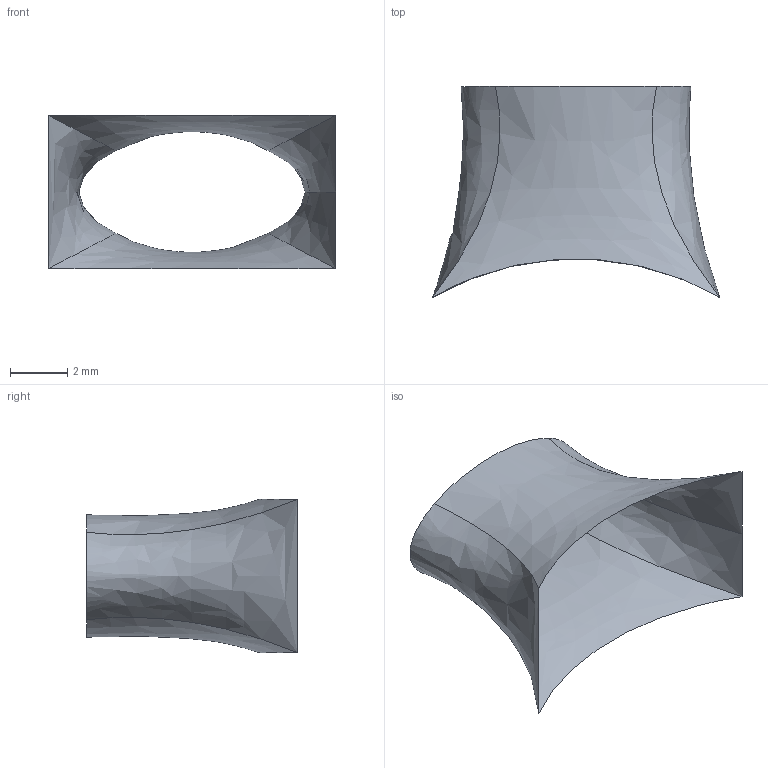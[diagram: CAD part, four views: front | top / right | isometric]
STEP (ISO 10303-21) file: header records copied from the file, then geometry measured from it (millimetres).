
FILE_DESCRIPTION(('Open CASCADE Model'),'2;1');
FILE_NAME('Open CASCADE Shape Model','2024-04-02T17:13:28',('Author'),( 'Open CASCADE'),'Open CASCADE STEP processor 7.7','Open CASCADE 7.7' ,'Unknown');
FILE_SCHEMA(('AUTOMOTIVE_DESIGN { 1 0 10303 214 1 1 1 1 }'));
Length unit declared in the file: millimetre
Products named in the file (1): Open CASCADE STEP translator 7.7 3
Bounding box: 10 x 7.34 x 5.33 mm (x, y, z)
Surface area: 148 mm2 (no closed solid volume)
Topology: 0 solids, 1 shells, 5 faces, 15 edges, 10 vertices
Faces by surface type: bspline 5
Entity records: 483 total; most frequent: CARTESIAN_POINT 271, DIRECTION 22, ORIENTED_EDGE 20, PCURVE 20, DEFINITIONAL_REPRESENTATION 20, LINE 20, VECTOR 20, EDGE_CURVE 15
